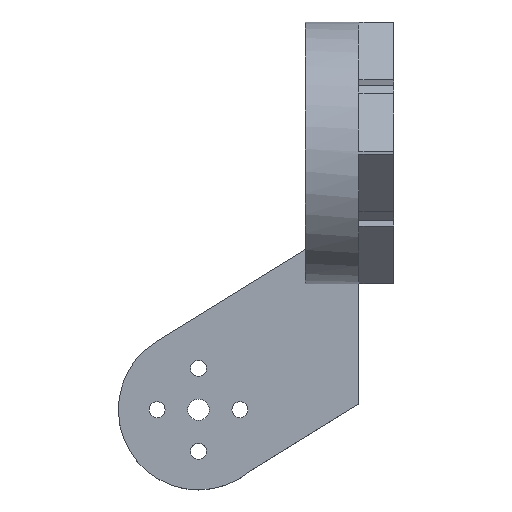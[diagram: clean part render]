
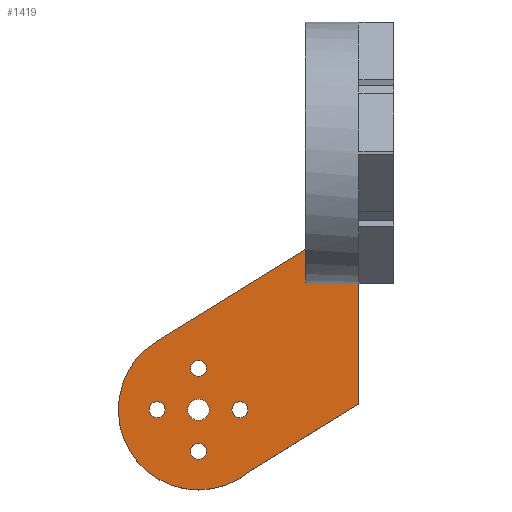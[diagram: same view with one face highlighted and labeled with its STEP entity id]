
A CAD part, top view. The second image highlights one B-rep face of the part: STEP entity #1419.
In plain terms, the highlighted planar face has unit normal (0, 0, 1).
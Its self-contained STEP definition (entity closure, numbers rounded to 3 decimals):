
#64=FACE_BOUND('',#236,.T.);
#65=FACE_BOUND('',#237,.T.);
#66=FACE_BOUND('',#238,.T.);
#67=FACE_BOUND('',#239,.T.);
#68=FACE_BOUND('',#240,.T.);
#135=FACE_OUTER_BOUND('',#235,.T.);
#235=EDGE_LOOP('',(#1271,#1272,#1273,#1274,#1275,#1276));
#236=EDGE_LOOP('',(#1277));
#237=EDGE_LOOP('',(#1278));
#238=EDGE_LOOP('',(#1279));
#239=EDGE_LOOP('',(#1280));
#240=EDGE_LOOP('',(#1281));
#253=CIRCLE('',#1450,15.);
#290=CIRCLE('',#1550,1.5);
#291=CIRCLE('',#1551,1.5);
#292=CIRCLE('',#1552,1.5);
#293=CIRCLE('',#1553,1.5);
#294=CIRCLE('',#1554,2.);
#304=LINE('',#1973,#450);
#311=LINE('',#2000,#457);
#314=LINE('',#2008,#460);
#433=LINE('',#2320,#579);
#435=LINE('',#2326,#581);
#450=VECTOR('',#1575,10.);
#457=VECTOR('',#1598,10.);
#460=VECTOR('',#1607,10.);
#579=VECTOR('',#1914,10.);
#581=VECTOR('',#1922,10.);
#587=VERTEX_POINT('',#1952);
#597=VERTEX_POINT('',#1971);
#609=VERTEX_POINT('',#1999);
#610=VERTEX_POINT('',#2003);
#611=VERTEX_POINT('',#2007);
#710=VERTEX_POINT('',#2318);
#712=VERTEX_POINT('',#2328);
#713=VERTEX_POINT('',#2330);
#714=VERTEX_POINT('',#2332);
#715=VERTEX_POINT('',#2334);
#716=VERTEX_POINT('',#2336);
#727=EDGE_CURVE('',#587,#597,#304,.T.);
#740=EDGE_CURVE('',#609,#587,#311,.T.);
#742=EDGE_CURVE('',#610,#609,#253,.T.);
#744=EDGE_CURVE('',#611,#610,#314,.T.);
#898=EDGE_CURVE('',#597,#710,#433,.T.);
#901=EDGE_CURVE('',#710,#611,#435,.T.);
#902=EDGE_CURVE('',#712,#712,#290,.T.);
#903=EDGE_CURVE('',#713,#713,#291,.T.);
#904=EDGE_CURVE('',#714,#714,#292,.T.);
#905=EDGE_CURVE('',#715,#715,#293,.T.);
#906=EDGE_CURVE('',#716,#716,#294,.T.);
#1271=ORIENTED_EDGE('',*,*,#740,.T.);
#1272=ORIENTED_EDGE('',*,*,#727,.T.);
#1273=ORIENTED_EDGE('',*,*,#898,.T.);
#1274=ORIENTED_EDGE('',*,*,#901,.T.);
#1275=ORIENTED_EDGE('',*,*,#744,.T.);
#1276=ORIENTED_EDGE('',*,*,#742,.T.);
#1277=ORIENTED_EDGE('',*,*,#902,.T.);
#1278=ORIENTED_EDGE('',*,*,#903,.T.);
#1279=ORIENTED_EDGE('',*,*,#904,.T.);
#1280=ORIENTED_EDGE('',*,*,#905,.T.);
#1281=ORIENTED_EDGE('',*,*,#906,.T.);
#1352=PLANE('',#1549);
#1419=ADVANCED_FACE('',(#135,#64,#65,#66,#67,#68),#1352,.T.);
#1450=AXIS2_PLACEMENT_3D('',#2004,#1602,#1603);
#1549=AXIS2_PLACEMENT_3D('',#2327,#1923,#1924);
#1550=AXIS2_PLACEMENT_3D('',#2329,#1925,#1926);
#1551=AXIS2_PLACEMENT_3D('',#2331,#1927,#1928);
#1552=AXIS2_PLACEMENT_3D('',#2333,#1929,#1930);
#1553=AXIS2_PLACEMENT_3D('',#2335,#1931,#1932);
#1554=AXIS2_PLACEMENT_3D('',#2337,#1933,#1934);
#1575=DIRECTION('',(0.,1.,0.));
#1598=DIRECTION('',(0.851,0.526,0.));
#1602=DIRECTION('center_axis',(0.,0.,1.));
#1603=DIRECTION('ref_axis',(-1.,0.,0.));
#1607=DIRECTION('',(-0.851,-0.526,0.));
#1914=DIRECTION('',(-1.,0.,0.));
#1922=DIRECTION('',(0.,1.,0.));
#1923=DIRECTION('center_axis',(0.,0.,1.));
#1924=DIRECTION('ref_axis',(1.,0.,0.));
#1925=DIRECTION('center_axis',(0.,0.,-1.));
#1926=DIRECTION('ref_axis',(1.,0.,0.));
#1927=DIRECTION('center_axis',(0.,0.,-1.));
#1928=DIRECTION('ref_axis',(1.,0.,0.));
#1929=DIRECTION('center_axis',(0.,0.,-1.));
#1930=DIRECTION('ref_axis',(1.,0.,0.));
#1931=DIRECTION('center_axis',(0.,0.,-1.));
#1932=DIRECTION('ref_axis',(1.,0.,0.));
#1933=DIRECTION('center_axis',(0.,0.,-1.));
#1934=DIRECTION('ref_axis',(1.,0.,0.));
#1952=CARTESIAN_POINT('',(60.,31.08,9.7));
#1971=CARTESIAN_POINT('',(60.,58.475,9.7));
#1973=CARTESIAN_POINT('',(60.,0.,9.7));
#1999=CARTESIAN_POINT('',(39.569,18.449,9.7));
#2000=CARTESIAN_POINT('',(45.418,22.065,9.7));
#2003=CARTESIAN_POINT('',(22.112,42.759,9.7));
#2004=CARTESIAN_POINT('Origin',(30.,30.,9.7));
#2007=CARTESIAN_POINT('',(50.,60.,9.7));
#2008=CARTESIAN_POINT('',(36.056,51.379,9.7));
#2318=CARTESIAN_POINT('',(50.,58.475,9.7));
#2320=CARTESIAN_POINT('',(50.,58.475,9.7));
#2326=CARTESIAN_POINT('',(50.,65.875,9.7));
#2327=CARTESIAN_POINT('Origin',(30.,30.,9.7));
#2328=CARTESIAN_POINT('',(20.75,30.,9.7));
#2329=CARTESIAN_POINT('Origin',(22.25,30.,9.7));
#2330=CARTESIAN_POINT('',(36.25,30.,9.7));
#2331=CARTESIAN_POINT('Origin',(37.75,30.,9.7));
#2332=CARTESIAN_POINT('',(28.5,37.75,9.7));
#2333=CARTESIAN_POINT('Origin',(30.,37.75,9.7));
#2334=CARTESIAN_POINT('',(28.5,22.25,9.7));
#2335=CARTESIAN_POINT('Origin',(30.,22.25,9.7));
#2336=CARTESIAN_POINT('',(28.,30.,9.7));
#2337=CARTESIAN_POINT('Origin',(30.,30.,9.7));
